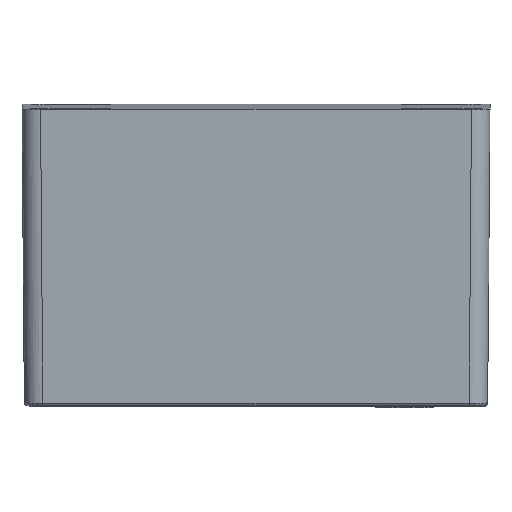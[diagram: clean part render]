
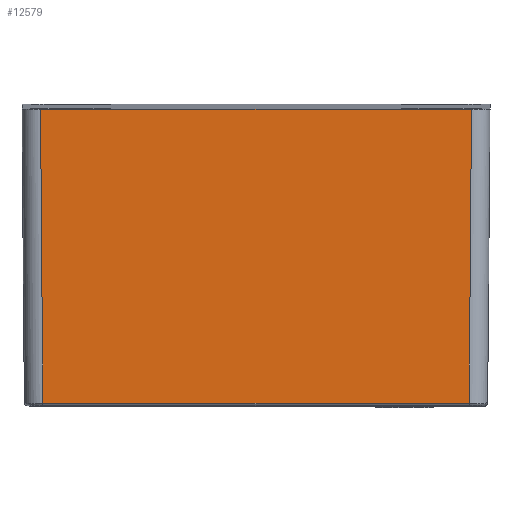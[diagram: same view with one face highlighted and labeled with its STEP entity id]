
A CAD part, front view. The second image highlights one B-rep face of the part: STEP entity #12579.
In plain terms, the highlighted face is planar.
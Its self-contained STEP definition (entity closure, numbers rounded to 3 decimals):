
#4754=DIRECTION('',(1.,0.,0.));
#4755=VECTOR('',#4754,232.501);
#4756=CARTESIAN_POINT('',(-116.25,-151.25,160.));
#4757=LINE('',#4756,#4755);
#4758=DIRECTION('',(-0.008,0.009,-1.));
#4759=VECTOR('',#4758,158.526);
#4760=CARTESIAN_POINT('',(116.25,-151.25,160.));
#4761=LINE('',#4760,#4759);
#4762=DIRECTION('',(-1.,0.,0.));
#4763=VECTOR('',#4762,230.033);
#4764=CARTESIAN_POINT('',(115.017,-149.764,1.486));
#4765=LINE('',#4764,#4763);
#4766=DIRECTION('',(-0.008,-0.009,1.));
#4767=VECTOR('',#4766,158.526);
#4768=CARTESIAN_POINT('',(-115.017,-149.764,
1.486));
#4769=LINE('',#4768,#4767);
#4770=CARTESIAN_POINT('',(115.017,-149.764,1.486));
#4798=CARTESIAN_POINT('',(116.25,-151.25,160.));
#5098=CARTESIAN_POINT('',(-115.017,-149.764,
1.486));
#5137=CARTESIAN_POINT('',(-116.25,-151.25,160.));
#5775=VERTEX_POINT('',#5098);
#5776=VERTEX_POINT('',#5137);
#6353=VERTEX_POINT('',#4770);
#6354=VERTEX_POINT('',#4798);
#12566=CARTESIAN_POINT('',(63.125,-151.25,160.));
#12567=DIRECTION('',(0.,1.,0.009));
#12568=DIRECTION('',(-1.,0.,0.));
#12569=AXIS2_PLACEMENT_3D('',#12566,#12567,#12568);
#12570=PLANE('',#12569);
#12571=ORIENTED_EDGE('',*,*,#6754,.T.);
#12573=ORIENTED_EDGE('',*,*,#12572,.T.);
#12574=ORIENTED_EDGE('',*,*,#12556,.T.);
#12576=ORIENTED_EDGE('',*,*,#12575,.T.);
#12577=EDGE_LOOP('',(#12571,#12573,#12574,#12576));
#12578=FACE_OUTER_BOUND('',#12577,.F.);
#12579=ADVANCED_FACE('',(#12578),#12570,.F.);
#6754=EDGE_CURVE('',#5776,#6354,#4757,.T.);
#12556=EDGE_CURVE('',#6353,#5775,#4765,.T.);
#12572=EDGE_CURVE('',#6354,#6353,#4761,.T.);
#12575=EDGE_CURVE('',#5775,#5776,#4769,.T.);
